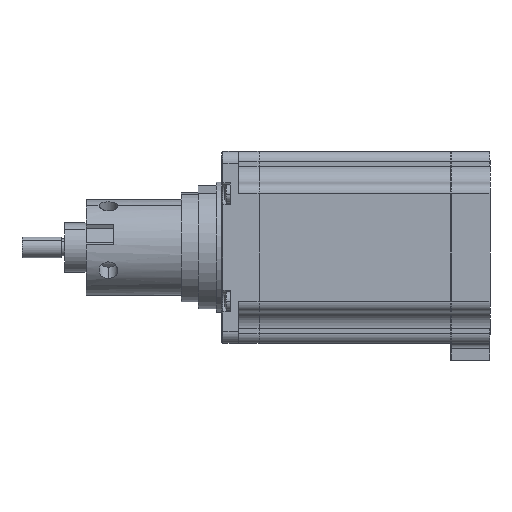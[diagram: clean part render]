
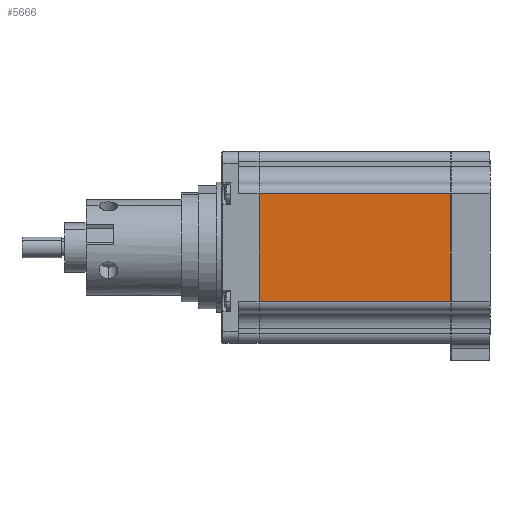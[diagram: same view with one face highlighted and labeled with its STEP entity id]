
A CAD part, left-side view. The second image highlights one B-rep face of the part: STEP entity #5666.
In plain terms, the highlighted planar face has unit normal (-1, 0, 0).
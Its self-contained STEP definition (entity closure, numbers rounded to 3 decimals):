
#319 = EDGE_CURVE ( 'NONE', #16369, #19201, #10047, .T. ) ;
#595 = DIRECTION ( 'NONE',  ( 0., 1., 0. ) ) ;
#1597 = DIRECTION ( 'NONE',  ( 0., 0., -1. ) ) ;
#3011 = VECTOR ( 'NONE', #7384, 1000. ) ;
#3318 = EDGE_CURVE ( 'NONE', #6744, #16369, #7353, .T. ) ;
#3498 = AXIS2_PLACEMENT_3D ( 'NONE', #20143, #10376, #595 ) ;
#5666 = ADVANCED_FACE ( 'NONE', ( #15723 ), #7101, .F. ) ;
#5740 = CARTESIAN_POINT ( 'NONE',  ( -13.284, -25.547, 19.053 ) ) ;
#6744 = VERTEX_POINT ( 'NONE', #18091 ) ;
#7101 = PLANE ( 'NONE',  #3498 ) ;
#7139 = CARTESIAN_POINT ( 'NONE',  ( -13.284, -25.547, -12.547 ) ) ;
#7203 = CARTESIAN_POINT ( 'NONE',  ( -13.284, 30.453, 19.053 ) ) ;
#7353 = LINE ( 'NONE', #5740, #3011 ) ;
#7384 = DIRECTION ( 'NONE',  ( 0., 1., 0. ) ) ;
#7572 = CARTESIAN_POINT ( 'NONE',  ( -13.284, 30.453, -12.547 ) ) ;
#7980 = ORIENTED_EDGE ( 'NONE', *, *, #13306, .F. ) ;
#8140 = CARTESIAN_POINT ( 'NONE',  ( -13.284, -25.547, -12.547 ) ) ;
#9218 = DIRECTION ( 'NONE',  ( 0., 0., -1. ) ) ;
#9269 = VECTOR ( 'NONE', #1597, 1000. ) ;
#10047 = LINE ( 'NONE', #7572, #13371 ) ;
#10376 = DIRECTION ( 'NONE',  ( 1., 0., 0. ) ) ;
#11548 = ORIENTED_EDGE ( 'NONE', *, *, #17261, .F. ) ;
#12473 = VECTOR ( 'NONE', #20120, 1000. ) ;
#12827 = CARTESIAN_POINT ( 'NONE',  ( -13.284, 30.453, -12.547 ) ) ;
#12986 = LINE ( 'NONE', #7139, #12473 ) ;
#13136 = ORIENTED_EDGE ( 'NONE', *, *, #319, .T. ) ;
#13306 = EDGE_CURVE ( 'NONE', #16137, #19201, #12986, .T. ) ;
#13371 = VECTOR ( 'NONE', #9218, 1000. ) ;
#13627 = LINE ( 'NONE', #14604, #9269 ) ;
#14604 = CARTESIAN_POINT ( 'NONE',  ( -13.284, -25.547, -12.547 ) ) ;
#15723 = FACE_OUTER_BOUND ( 'NONE', #17263, .T. ) ;
#16137 = VERTEX_POINT ( 'NONE', #8140 ) ;
#16285 = ORIENTED_EDGE ( 'NONE', *, *, #3318, .T. ) ;
#16369 = VERTEX_POINT ( 'NONE', #7203 ) ;
#17261 = EDGE_CURVE ( 'NONE', #6744, #16137, #13627, .T. ) ;
#17263 = EDGE_LOOP ( 'NONE', ( #13136, #7980, #11548, #16285 ) ) ;
#18091 = CARTESIAN_POINT ( 'NONE',  ( -13.284, -25.547, 19.053 ) ) ;
#19201 = VERTEX_POINT ( 'NONE', #12827 ) ;
#20120 = DIRECTION ( 'NONE',  ( 0., 1., 0. ) ) ;
#20143 = CARTESIAN_POINT ( 'NONE',  ( -13.284, -25.547, -12.547 ) ) ;
